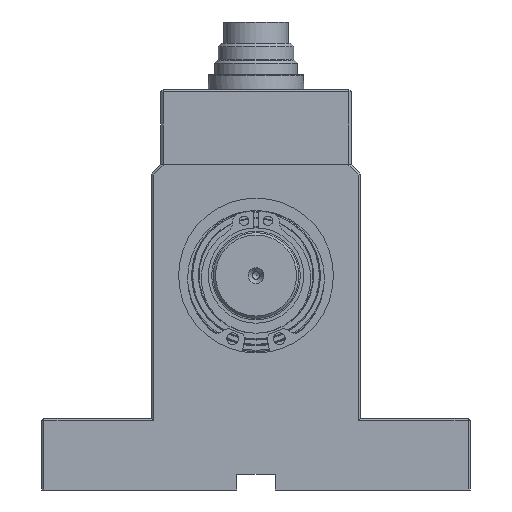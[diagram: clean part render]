
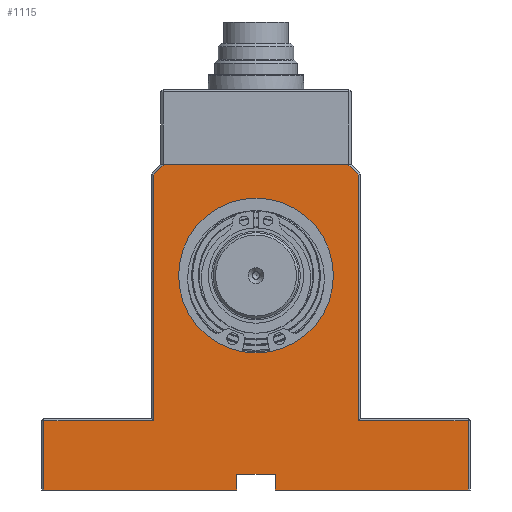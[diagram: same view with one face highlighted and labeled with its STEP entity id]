
A CAD part, front view. The second image highlights one B-rep face of the part: STEP entity #1115.
In plain terms, the highlighted planar face has unit normal (0, -1, 0).
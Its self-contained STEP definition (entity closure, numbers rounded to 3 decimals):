
#1115 = ADVANCED_FACE( '', ( #2355, #2356 ), #2357, .T. );
#2355 = FACE_OUTER_BOUND( '', #4096, .T. );
#2356 = FACE_BOUND( '', #4097, .T. );
#2357 = PLANE( '', #4098 );
#4096 = EDGE_LOOP( '', ( #6107, #6108, #6109, #6110, #6111, #6112, #6113, #6114, #6115, #6116, #6117, #6118, #6119, #6120 ) );
#4097 = EDGE_LOOP( '', ( #6121 ) );
#4098 = AXIS2_PLACEMENT_3D( '', #6122, #6123, #6124 );
#6107 = ORIENTED_EDGE( '', *, *, #9284, .T. );
#6108 = ORIENTED_EDGE( '', *, *, #9180, .T. );
#6109 = ORIENTED_EDGE( '', *, *, #9309, .T. );
#6110 = ORIENTED_EDGE( '', *, *, #9310, .T. );
#6111 = ORIENTED_EDGE( '', *, *, #9311, .T. );
#6112 = ORIENTED_EDGE( '', *, *, #9312, .T. );
#6113 = ORIENTED_EDGE( '', *, *, #9313, .T. );
#6114 = ORIENTED_EDGE( '', *, *, #9314, .T. );
#6115 = ORIENTED_EDGE( '', *, *, #9315, .T. );
#6116 = ORIENTED_EDGE( '', *, *, #9316, .T. );
#6117 = ORIENTED_EDGE( '', *, *, #9317, .T. );
#6118 = ORIENTED_EDGE( '', *, *, #9318, .F. );
#6119 = ORIENTED_EDGE( '', *, *, #9319, .F. );
#6120 = ORIENTED_EDGE( '', *, *, #9320, .T. );
#6121 = ORIENTED_EDGE( '', *, *, #9321, .T. );
#6122 = CARTESIAN_POINT( '', ( -45., 0., 0. ) );
#6123 = DIRECTION( '', ( 0., -1., 0. ) );
#6124 = DIRECTION( '', ( 0., 0., -1. ) );
#9180 = EDGE_CURVE( '', #10606, #10610, #10612, .T. );
#9284 = EDGE_CURVE( '', #10779, #10606, #10780, .T. );
#9309 = EDGE_CURVE( '', #10610, #10821, #10822, .T. );
#9310 = EDGE_CURVE( '', #10821, #10823, #10824, .T. );
#9311 = EDGE_CURVE( '', #10823, #10825, #10826, .T. );
#9312 = EDGE_CURVE( '', #10825, #10827, #10828, .T. );
#9313 = EDGE_CURVE( '', #10827, #10829, #10830, .T. );
#9314 = EDGE_CURVE( '', #10829, #10831, #10832, .T. );
#9315 = EDGE_CURVE( '', #10831, #10833, #10834, .T. );
#9316 = EDGE_CURVE( '', #10833, #10835, #10836, .T. );
#9317 = EDGE_CURVE( '', #10835, #10837, #10838, .T. );
#9318 = EDGE_CURVE( '', #10839, #10837, #10840, .T. );
#9319 = EDGE_CURVE( '', #10841, #10839, #10842, .T. );
#9320 = EDGE_CURVE( '', #10841, #10779, #10843, .T. );
#9321 = EDGE_CURVE( '', #10844, #10844, #10845, .T. );
#10606 = VERTEX_POINT( '', #12541 );
#10610 = VERTEX_POINT( '', #12547 );
#10612 = LINE( '', #12550, #12551 );
#10779 = VERTEX_POINT( '', #12763 );
#10780 = LINE( '', #12764, #12765 );
#10821 = VERTEX_POINT( '', #12819 );
#10822 = LINE( '', #12820, #12821 );
#10823 = VERTEX_POINT( '', #12822 );
#10824 = LINE( '', #12823, #12824 );
#10825 = VERTEX_POINT( '', #12825 );
#10826 = LINE( '', #12826, #12827 );
#10827 = VERTEX_POINT( '', #12828 );
#10828 = LINE( '', #12829, #12830 );
#10829 = VERTEX_POINT( '', #12831 );
#10830 = LINE( '', #12832, #12833 );
#10831 = VERTEX_POINT( '', #12834 );
#10832 = LINE( '', #12835, #12836 );
#10833 = VERTEX_POINT( '', #12837 );
#10834 = LINE( '', #12838, #12839 );
#10835 = VERTEX_POINT( '', #12840 );
#10836 = LINE( '', #12841, #12842 );
#10837 = VERTEX_POINT( '', #12843 );
#10838 = LINE( '', #12844, #12845 );
#10839 = VERTEX_POINT( '', #12846 );
#10840 = LINE( '', #12847, #12848 );
#10841 = VERTEX_POINT( '', #12849 );
#10842 = LINE( '', #12850, #12851 );
#10843 = LINE( '', #12852, #12853 );
#10844 = VERTEX_POINT( '', #12854 );
#10845 = CIRCLE( '', #12855, 16.25 );
#12541 = CARTESIAN_POINT( '', ( 44.5, 0., 0. ) );
#12547 = CARTESIAN_POINT( '', ( 44.5, 0., 14.5 ) );
#12550 = CARTESIAN_POINT( '', ( 44.5, 0., 0. ) );
#12551 = VECTOR( '', #14730, 1000. );
#12763 = CARTESIAN_POINT( '', ( 4., 0., 0. ) );
#12764 = CARTESIAN_POINT( '', ( -45., 0., 0. ) );
#12765 = VECTOR( '', #14872, 1000. );
#12819 = CARTESIAN_POINT( '', ( 21.5, 0., 14.5 ) );
#12820 = CARTESIAN_POINT( '', ( -45., 0., 14.5 ) );
#12821 = VECTOR( '', #14904, 1000. );
#12822 = CARTESIAN_POINT( '', ( 21.5, 0., 66.093 ) );
#12823 = CARTESIAN_POINT( '', ( 21.5, 0., 0. ) );
#12824 = VECTOR( '', #14905, 1000. );
#12825 = CARTESIAN_POINT( '', ( 19.293, 0., 68.3 ) );
#12826 = CARTESIAN_POINT( '', ( 21.296, 0., 66.296 ) );
#12827 = VECTOR( '', #14906, 1000. );
#12828 = CARTESIAN_POINT( '', ( -19.293, 0., 68.3 ) );
#12829 = CARTESIAN_POINT( '', ( 22., 0., 68.3 ) );
#12830 = VECTOR( '', #14907, 1000. );
#12831 = CARTESIAN_POINT( '', ( -21.5, 0., 66.093 ) );
#12832 = CARTESIAN_POINT( '', ( -66.296, 0., 21.296 ) );
#12833 = VECTOR( '', #14908, 1000. );
#12834 = CARTESIAN_POINT( '', ( -21.5, 0., 14.5 ) );
#12835 = CARTESIAN_POINT( '', ( -21.5, 0., 0. ) );
#12836 = VECTOR( '', #14909, 1000. );
#12837 = CARTESIAN_POINT( '', ( -44.5, 0., 14.5 ) );
#12838 = CARTESIAN_POINT( '', ( -45., 0., 14.5 ) );
#12839 = VECTOR( '', #14910, 1000. );
#12840 = CARTESIAN_POINT( '', ( -44.5, 0., 0. ) );
#12841 = CARTESIAN_POINT( '', ( -44.5, 0., 0. ) );
#12842 = VECTOR( '', #14911, 1000. );
#12843 = CARTESIAN_POINT( '', ( -4., 0., 0. ) );
#12844 = CARTESIAN_POINT( '', ( -45., 0., 0. ) );
#12845 = VECTOR( '', #14912, 1000. );
#12846 = CARTESIAN_POINT( '', ( -4., 0., 3.3 ) );
#12847 = CARTESIAN_POINT( '', ( -4., 0., 3.3 ) );
#12848 = VECTOR( '', #14913, 1000. );
#12849 = CARTESIAN_POINT( '', ( 4., 0., 3.3 ) );
#12850 = CARTESIAN_POINT( '', ( 4., 0., 3.3 ) );
#12851 = VECTOR( '', #14914, 1000. );
#12852 = CARTESIAN_POINT( '', ( 4., 0., 3.3 ) );
#12853 = VECTOR( '', #14915, 1000. );
#12854 = CARTESIAN_POINT( '', ( 16.25, 0., 45. ) );
#12855 = AXIS2_PLACEMENT_3D( '', #14916, #14917, #14918 );
#14730 = DIRECTION( '', ( 0., 0., 1. ) );
#14872 = DIRECTION( '', ( 1., 0., 0. ) );
#14904 = DIRECTION( '', ( -1., 0., 0. ) );
#14905 = DIRECTION( '', ( 0., 0., 1. ) );
#14906 = DIRECTION( '', ( -0.707, 0., 0.707 ) );
#14907 = DIRECTION( '', ( -1., 0., 0. ) );
#14908 = DIRECTION( '', ( -0.707, 0., -0.707 ) );
#14909 = DIRECTION( '', ( 0., 0., -1. ) );
#14910 = DIRECTION( '', ( -1., 0., 0. ) );
#14911 = DIRECTION( '', ( 0., 0., -1. ) );
#14912 = DIRECTION( '', ( 1., 0., 0. ) );
#14913 = DIRECTION( '', ( 0., 0., -1. ) );
#14914 = DIRECTION( '', ( -1., 0., 0. ) );
#14915 = DIRECTION( '', ( 0., 0., -1. ) );
#14916 = CARTESIAN_POINT( '', ( 0., 0., 45. ) );
#14917 = DIRECTION( '', ( 0., 1., 0. ) );
#14918 = DIRECTION( '', ( 1., 0., 0. ) );
